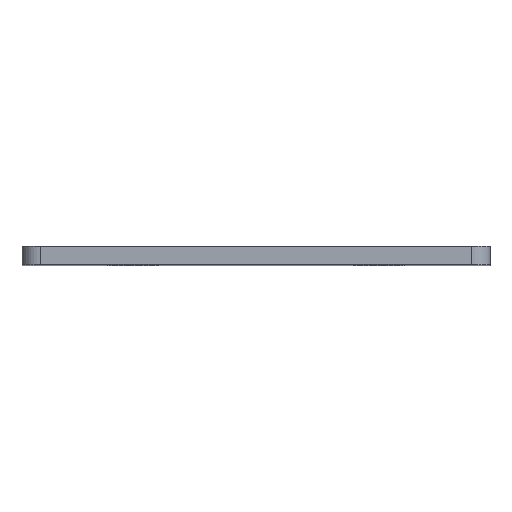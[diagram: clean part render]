
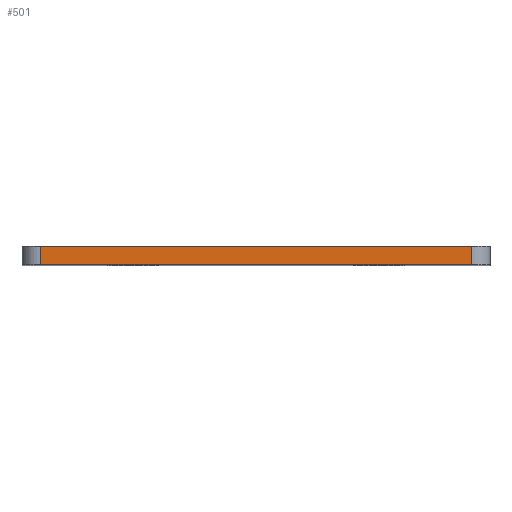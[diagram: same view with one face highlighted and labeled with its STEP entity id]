
A CAD part, top view. The second image highlights one B-rep face of the part: STEP entity #501.
In plain terms, the highlighted planar face has unit normal (0, 0, 1).
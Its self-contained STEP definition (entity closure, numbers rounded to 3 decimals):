
#44 = DIRECTION ( 'NONE',  ( 1., 0., 0. ) ) ;
#58 = CARTESIAN_POINT ( 'NONE',  ( -38., 3., 98. ) ) ;
#78 = DIRECTION ( 'NONE',  ( 1., 0., 0. ) ) ;
#82 = VECTOR ( 'NONE', #78, 1000. ) ;
#89 = CARTESIAN_POINT ( 'NONE',  ( -38., 0., 98. ) ) ;
#130 = DIRECTION ( 'NONE',  ( 0., -1., 0. ) ) ;
#172 = CARTESIAN_POINT ( 'NONE',  ( -35., 0., 98. ) ) ;
#208 = LINE ( 'NONE', #89, #82 ) ;
#226 = VERTEX_POINT ( 'NONE', #445 ) ;
#227 = CARTESIAN_POINT ( 'NONE',  ( -38., 0., 98. ) ) ;
#231 = ORIENTED_EDGE ( 'NONE', *, *, #662, .F. ) ;
#239 = PLANE ( 'NONE',  #530 ) ;
#248 = VERTEX_POINT ( 'NONE', #389 ) ;
#255 = ORIENTED_EDGE ( 'NONE', *, *, #783, .T. ) ;
#257 = VECTOR ( 'NONE', #552, 1000. ) ;
#268 = CARTESIAN_POINT ( 'NONE',  ( -35., 0., 98. ) ) ;
#322 = EDGE_CURVE ( 'NONE', #604, #248, #208, .T. ) ;
#389 = CARTESIAN_POINT ( 'NONE',  ( 35., 0., 98. ) ) ;
#414 = CARTESIAN_POINT ( 'NONE',  ( 35., 0., 98. ) ) ;
#425 = EDGE_CURVE ( 'NONE', #248, #226, #638, .T. ) ;
#445 = CARTESIAN_POINT ( 'NONE',  ( 35., 3., 98. ) ) ;
#458 = VECTOR ( 'NONE', #756, 1000. ) ;
#469 = DIRECTION ( 'NONE',  ( 0., 0., 1. ) ) ;
#495 = VERTEX_POINT ( 'NONE', #596 ) ;
#501 = ADVANCED_FACE ( 'NONE', ( #771 ), #239, .T. ) ;
#530 = AXIS2_PLACEMENT_3D ( 'NONE', #227, #469, #44 ) ;
#552 = DIRECTION ( 'NONE',  ( 1., 0., 0. ) ) ;
#558 = ORIENTED_EDGE ( 'NONE', *, *, #425, .T. ) ;
#561 = LINE ( 'NONE', #268, #742 ) ;
#596 = CARTESIAN_POINT ( 'NONE',  ( -35., 3., 98. ) ) ;
#603 = LINE ( 'NONE', #58, #257 ) ;
#604 = VERTEX_POINT ( 'NONE', #172 ) ;
#638 = LINE ( 'NONE', #414, #458 ) ;
#662 = EDGE_CURVE ( 'NONE', #495, #226, #603, .T. ) ;
#696 = EDGE_LOOP ( 'NONE', ( #729, #558, #231, #255 ) ) ;
#729 = ORIENTED_EDGE ( 'NONE', *, *, #322, .T. ) ;
#742 = VECTOR ( 'NONE', #130, 1000. ) ;
#756 = DIRECTION ( 'NONE',  ( 0., 1., 0. ) ) ;
#771 = FACE_OUTER_BOUND ( 'NONE', #696, .T. ) ;
#783 = EDGE_CURVE ( 'NONE', #495, #604, #561, .T. ) ;
